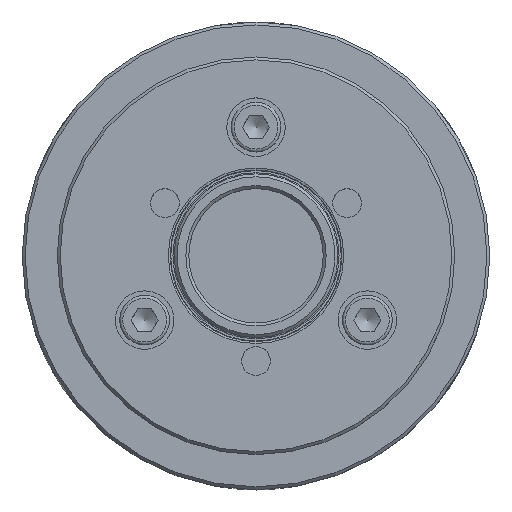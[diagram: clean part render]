
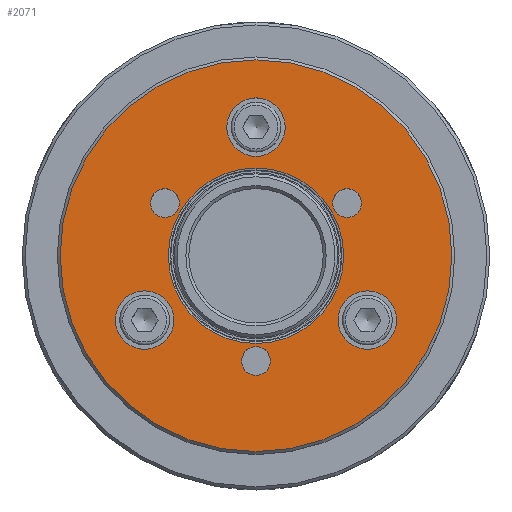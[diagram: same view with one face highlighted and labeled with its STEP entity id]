
A CAD part, top view. The second image highlights one B-rep face of the part: STEP entity #2071.
In plain terms, the highlighted face is planar.
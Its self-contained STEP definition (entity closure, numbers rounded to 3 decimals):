
#292=PLANE('',#2354);
#424=FACE_BOUND('',#866,.T.);
#425=FACE_BOUND('',#867,.T.);
#426=FACE_BOUND('',#868,.T.);
#427=FACE_BOUND('',#869,.T.);
#428=FACE_BOUND('',#870,.T.);
#429=FACE_BOUND('',#871,.T.);
#430=FACE_BOUND('',#872,.T.);
#431=FACE_BOUND('',#873,.T.);
#866=EDGE_LOOP('',(#1810));
#867=EDGE_LOOP('',(#1811));
#868=EDGE_LOOP('',(#1812));
#869=EDGE_LOOP('',(#1813));
#870=EDGE_LOOP('',(#1814));
#871=EDGE_LOOP('',(#1815));
#872=EDGE_LOOP('',(#1816));
#873=EDGE_LOOP('',(#1817));
#1039=CIRCLE('',#2353,33.5);
#1040=CIRCLE('',#2355,15.);
#1041=CIRCLE('',#2356,2.459);
#1042=CIRCLE('',#2357,2.459);
#1043=CIRCLE('',#2358,2.459);
#1044=CIRCLE('',#2359,5.);
#1045=CIRCLE('',#2360,5.);
#1046=CIRCLE('',#2361,5.);
#1216=VERTEX_POINT('',#3823);
#1217=VERTEX_POINT('',#3826);
#1218=VERTEX_POINT('',#3828);
#1219=VERTEX_POINT('',#3830);
#1220=VERTEX_POINT('',#3832);
#1221=VERTEX_POINT('',#3834);
#1222=VERTEX_POINT('',#3836);
#1223=VERTEX_POINT('',#3838);
#1429=EDGE_CURVE('',#1216,#1216,#1039,.T.);
#1430=EDGE_CURVE('',#1217,#1217,#1040,.T.);
#1431=EDGE_CURVE('',#1218,#1218,#1041,.T.);
#1432=EDGE_CURVE('',#1219,#1219,#1042,.T.);
#1433=EDGE_CURVE('',#1220,#1220,#1043,.T.);
#1434=EDGE_CURVE('',#1221,#1221,#1044,.T.);
#1435=EDGE_CURVE('',#1222,#1222,#1045,.T.);
#1436=EDGE_CURVE('',#1223,#1223,#1046,.T.);
#1810=ORIENTED_EDGE('',*,*,#1430,.F.);
#1811=ORIENTED_EDGE('',*,*,#1431,.T.);
#1812=ORIENTED_EDGE('',*,*,#1432,.T.);
#1813=ORIENTED_EDGE('',*,*,#1433,.T.);
#1814=ORIENTED_EDGE('',*,*,#1434,.T.);
#1815=ORIENTED_EDGE('',*,*,#1435,.T.);
#1816=ORIENTED_EDGE('',*,*,#1436,.T.);
#1817=ORIENTED_EDGE('',*,*,#1429,.F.);
#2071=ADVANCED_FACE('',(#424,#425,#426,#427,#428,#429,#430,#431),#292,.T.);
#2353=AXIS2_PLACEMENT_3D('',#3824,#2943,#2944);
#2354=AXIS2_PLACEMENT_3D('',#3825,#2945,#2946);
#2355=AXIS2_PLACEMENT_3D('',#3827,#2947,#2948);
#2356=AXIS2_PLACEMENT_3D('',#3829,#2949,#2950);
#2357=AXIS2_PLACEMENT_3D('',#3831,#2951,#2952);
#2358=AXIS2_PLACEMENT_3D('',#3833,#2953,#2954);
#2359=AXIS2_PLACEMENT_3D('',#3835,#2955,#2956);
#2360=AXIS2_PLACEMENT_3D('',#3837,#2957,#2958);
#2361=AXIS2_PLACEMENT_3D('',#3839,#2959,#2960);
#2943=DIRECTION('center_axis',(-1.,0.,0.));
#2944=DIRECTION('ref_axis',(0.,-1.,0.));
#2945=DIRECTION('center_axis',(1.,0.,0.));
#2946=DIRECTION('ref_axis',(0.,0.,-1.));
#2947=DIRECTION('center_axis',(1.,0.,0.));
#2948=DIRECTION('ref_axis',(0.,0.,-1.));
#2949=DIRECTION('center_axis',(-1.,0.,0.));
#2950=DIRECTION('ref_axis',(0.,0.,-1.));
#2951=DIRECTION('center_axis',(-1.,0.,0.));
#2952=DIRECTION('ref_axis',(0.,0.866,0.5));
#2953=DIRECTION('center_axis',(-1.,0.,0.));
#2954=DIRECTION('ref_axis',(0.,-0.866,0.5));
#2955=DIRECTION('center_axis',(-1.,0.,0.));
#2956=DIRECTION('ref_axis',(0.,0.,-1.));
#2957=DIRECTION('center_axis',(-1.,0.,0.));
#2958=DIRECTION('ref_axis',(0.,0.866,0.5));
#2959=DIRECTION('center_axis',(-1.,0.,0.));
#2960=DIRECTION('ref_axis',(0.,-0.866,0.5));
#3823=CARTESIAN_POINT('',(-3.137,30.119,0.));
#3824=CARTESIAN_POINT('Origin',(-3.137,-3.381,0.));
#3825=CARTESIAN_POINT('Origin',(-3.137,11.619,0.));
#3826=CARTESIAN_POINT('',(-3.137,11.619,0.));
#3827=CARTESIAN_POINT('Origin',(-3.137,-3.381,0.));
#3828=CARTESIAN_POINT('',(-3.137,14.619,-2.459));
#3829=CARTESIAN_POINT('Origin',(-3.137,14.619,0.));
#3830=CARTESIAN_POINT('',(-3.137,-10.252,16.818));
#3831=CARTESIAN_POINT('Origin',(-3.137,-12.381,15.588));
#3832=CARTESIAN_POINT('',(-3.137,-14.51,-14.359));
#3833=CARTESIAN_POINT('Origin',(-3.137,-12.381,-15.588));
#3834=CARTESIAN_POINT('',(-3.137,-25.381,-5.));
#3835=CARTESIAN_POINT('Origin',(-3.137,-25.381,0.));
#3836=CARTESIAN_POINT('',(-3.137,11.949,-16.553));
#3837=CARTESIAN_POINT('Origin',(-3.137,7.619,-19.053));
#3838=CARTESIAN_POINT('',(-3.137,3.289,21.553));
#3839=CARTESIAN_POINT('Origin',(-3.137,7.619,19.053));
